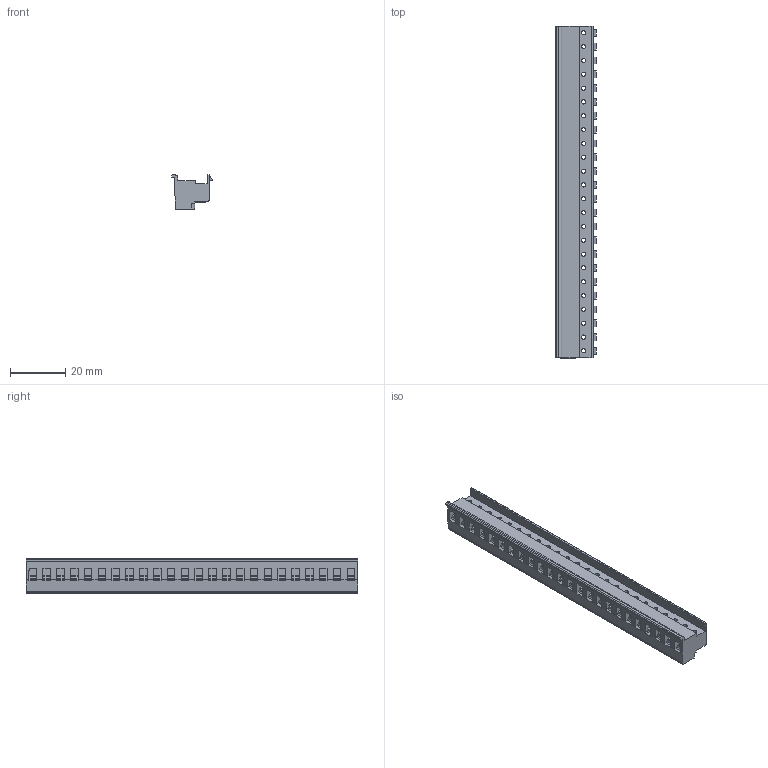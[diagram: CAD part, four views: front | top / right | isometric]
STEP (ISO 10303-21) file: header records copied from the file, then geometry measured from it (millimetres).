
FILE_DESCRIPTION((''),'2;1');
FILE_NAME('TL219-XXP-XC','2024-11-20T15:37:50',('sheji'),(''),'CREO PARAMETRIC BY PTC INC, 2018100','CREO PARAMETRIC BY PTC INC, 2018100','');
FILE_SCHEMA(('CONFIG_CONTROL_DESIGN'));
Length unit declared in the file: millimetre
Products named in the file (1): TL219-XXP-XC
Bounding box: 14.7 x 120 x 12.35 mm (x, y, z)
Volume: 12146.3 mm3; surface area: 9618.2 mm2
Topology: 1 solids, 1 shells, 1180 faces, 3462 edges, 2308 vertices
Faces by surface type: plane 861, cylinder 319
Entity records: 39440 total; most frequent: CARTESIAN_POINT 7320, ORIENTED_EDGE 6924, DIRECTION 6484, EDGE_CURVE 3462, VECTOR 2656, LINE 2656, VERTEX_POINT 2308, AXIS2_PLACEMENT_3D 1914
